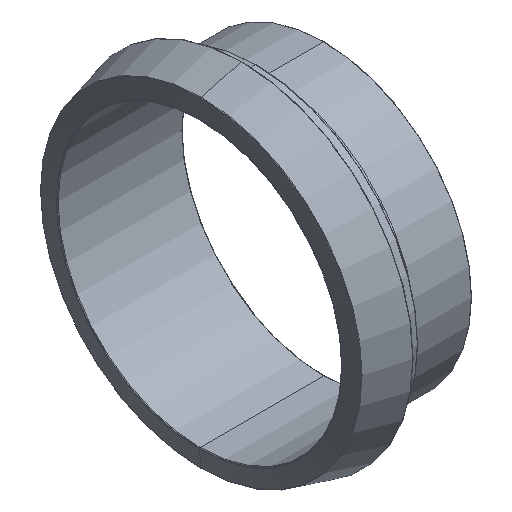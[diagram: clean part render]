
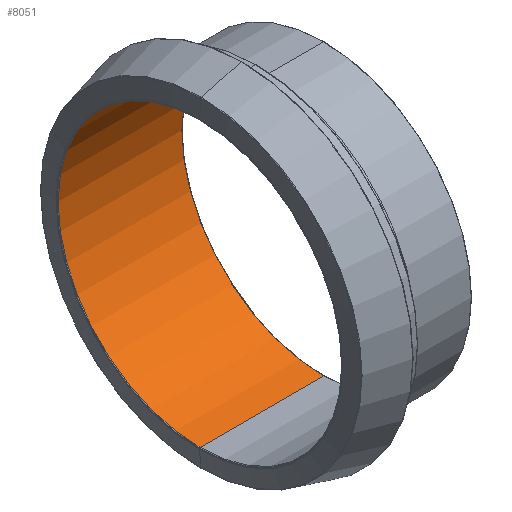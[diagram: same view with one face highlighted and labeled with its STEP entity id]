
A CAD part, isometric view. The second image highlights one B-rep face of the part: STEP entity #8051.
In plain terms, the highlighted cylindrical face has radius 50 mm (diameter 100 mm), a partial arc.
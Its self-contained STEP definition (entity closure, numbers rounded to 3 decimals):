
#454 = ORIENTED_EDGE ( 'NONE', *, *, #6389, .T. ) ;
#569 = DIRECTION ( 'NONE',  ( 0., 0., 1. ) ) ;
#582 = FACE_OUTER_BOUND ( 'NONE', #19940, .T. ) ;
#829 = CARTESIAN_POINT ( 'NONE',  ( 0., 0., -50. ) ) ;
#1000 = DIRECTION ( 'NONE',  ( -1., 0., 0. ) ) ;
#1442 = CIRCLE ( 'NONE', #12627, 50. ) ;
#1775 = DIRECTION ( 'NONE',  ( 0., 0., -1. ) ) ;
#2445 = LINE ( 'NONE', #829, #5657 ) ;
#3763 = ORIENTED_EDGE ( 'NONE', *, *, #8832, .T. ) ;
#4092 = ORIENTED_EDGE ( 'NONE', *, *, #11986, .T. ) ;
#5332 = CARTESIAN_POINT ( 'NONE',  ( 0., 0., 0. ) ) ;
#5381 = ORIENTED_EDGE ( 'NONE', *, *, #11871, .F. ) ;
#5657 = VECTOR ( 'NONE', #14757, 1000. ) ;
#6389 = EDGE_CURVE ( 'NONE', #10844, #14247, #18130, .T. ) ;
#6431 = DIRECTION ( 'NONE',  ( -1., 0., 0. ) ) ;
#6871 = DIRECTION ( 'NONE',  ( -1., 0., 0. ) ) ;
#7655 = CARTESIAN_POINT ( 'NONE',  ( 43.8, 0., 0. ) ) ;
#7786 = DIRECTION ( 'NONE',  ( 0., 0., 1. ) ) ;
#8051 = ADVANCED_FACE ( 'NONE', ( #582 ), #18307, .F. ) ;
#8832 = EDGE_CURVE ( 'NONE', #14247, #17433, #16576, .T. ) ;
#9231 = DIRECTION ( 'NONE',  ( 1., 0., 0. ) ) ;
#10844 = VERTEX_POINT ( 'NONE', #18359 ) ;
#11871 = EDGE_CURVE ( 'NONE', #13001, #17433, #2445, .T. ) ;
#11986 = EDGE_CURVE ( 'NONE', #13001, #10844, #1442, .T. ) ;
#12627 = AXIS2_PLACEMENT_3D ( 'NONE', #7655, #9231, #7786 ) ;
#13001 = VERTEX_POINT ( 'NONE', #14844 ) ;
#13938 = VECTOR ( 'NONE', #1000, 1000. ) ;
#14247 = VERTEX_POINT ( 'NONE', #14492 ) ;
#14492 = CARTESIAN_POINT ( 'NONE',  ( 0.2, 0., 50. ) ) ;
#14757 = DIRECTION ( 'NONE',  ( -1., 0., 0. ) ) ;
#14844 = CARTESIAN_POINT ( 'NONE',  ( 43.8, 0., -50. ) ) ;
#16576 = CIRCLE ( 'NONE', #20413, 50. ) ;
#17433 = VERTEX_POINT ( 'NONE', #18576 ) ;
#18130 = LINE ( 'NONE', #19819, #13938 ) ;
#18307 = CYLINDRICAL_SURFACE ( 'NONE', #18400, 50. ) ;
#18359 = CARTESIAN_POINT ( 'NONE',  ( 43.8, 0., 50. ) ) ;
#18400 = AXIS2_PLACEMENT_3D ( 'NONE', #5332, #6871, #569 ) ;
#18576 = CARTESIAN_POINT ( 'NONE',  ( 0.2, 0., -50. ) ) ;
#18812 = CARTESIAN_POINT ( 'NONE',  ( 0.2, 0., 0. ) ) ;
#19819 = CARTESIAN_POINT ( 'NONE',  ( 0., 0., 50. ) ) ;
#19940 = EDGE_LOOP ( 'NONE', ( #5381, #4092, #454, #3763 ) ) ;
#20413 = AXIS2_PLACEMENT_3D ( 'NONE', #18812, #6431, #1775 ) ;
